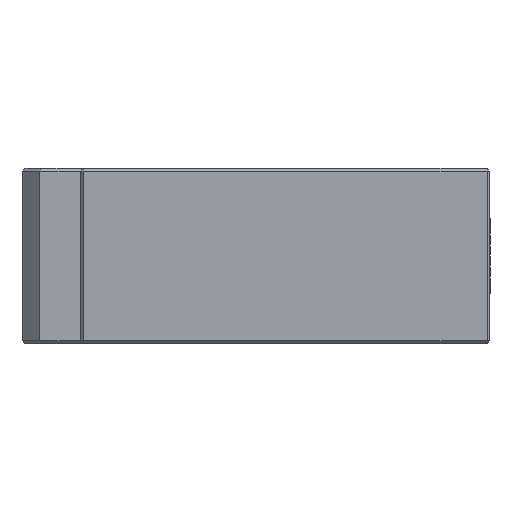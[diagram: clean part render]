
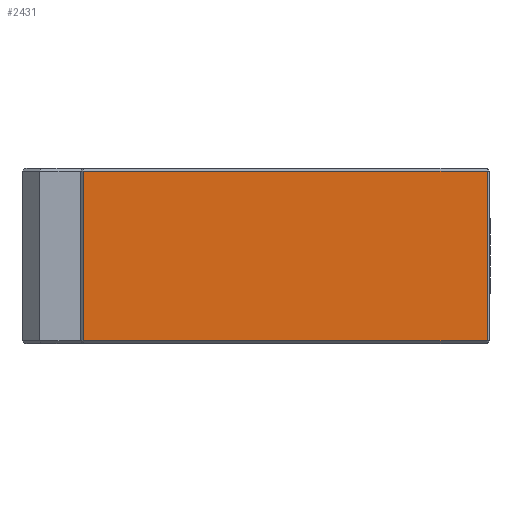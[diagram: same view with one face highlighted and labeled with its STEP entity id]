
A CAD part, left-side view. The second image highlights one B-rep face of the part: STEP entity #2431.
In plain terms, the highlighted planar face has unit normal (-1, 0, 0).
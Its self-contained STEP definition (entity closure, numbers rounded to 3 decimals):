
#1 = EDGE_CURVE ( 'NONE', #3381, #3385, #3042, .T. ) ;
#3 = EDGE_CURVE ( 'NONE', #3372, #3381, #3023, .T. ) ;
#4 = EDGE_CURVE ( 'NONE', #3385, #3651, #3043, .T. ) ;
#5 = EDGE_CURVE ( 'NONE', #3651, #3372, #3604, .T. ) ;
#761 = PLANE ( 'NONE',  #2886 ) ;
#765 = CARTESIAN_POINT ( 'NONE',  ( -53., 22., 15. ) ) ;
#766 = DIRECTION ( 'NONE',  ( 1., 0., 0. ) ) ;
#767 = DIRECTION ( 'NONE',  ( 0., 0., -1. ) ) ;
#1039 = CARTESIAN_POINT ( 'NONE',  ( -53., 21.5, 14.5 ) ) ;
#1047 = CARTESIAN_POINT ( 'NONE',  ( -53., 21.5, -14.5 ) ) ;
#1051 = CARTESIAN_POINT ( 'NONE',  ( -53., -47.5, -14.5 ) ) ;
#1078 = CARTESIAN_POINT ( 'NONE',  ( -53., -47.5, 14.5 ) ) ;
#2431 = ADVANCED_FACE ( 'NONE', ( #2893 ), #761, .F. ) ;
#2472 = VECTOR ( 'NONE', #3020, 1000. ) ;
#2731 = VECTOR ( 'NONE', #3017, 1000. ) ;
#2765 = VECTOR ( 'NONE', #3060, 1000. ) ;
#2766 = VECTOR ( 'NONE', #3019, 1000. ) ;
#2886 = AXIS2_PLACEMENT_3D ( 'NONE', #765, #766, #767 ) ;
#2893 = FACE_OUTER_BOUND ( 'NONE', #3741, .T. ) ;
#3017 = DIRECTION ( 'NONE',  ( 0., 0., -1. ) ) ;
#3019 = DIRECTION ( 'NONE',  ( 0., 0., 1. ) ) ;
#3020 = DIRECTION ( 'NONE',  ( 0., -1., 0. ) ) ;
#3023 = LINE ( 'NONE', #3608, #2731 ) ;
#3042 = LINE ( 'NONE', #3062, #2472 ) ;
#3043 = LINE ( 'NONE', #3061, #2766 ) ;
#3044 = CARTESIAN_POINT ( 'NONE',  ( -53., 22., 14.5 ) ) ;
#3060 = DIRECTION ( 'NONE',  ( 0., 1., 0. ) ) ;
#3061 = CARTESIAN_POINT ( 'NONE',  ( -53., -47.5, 15. ) ) ;
#3062 = CARTESIAN_POINT ( 'NONE',  ( -53., 22., -14.5 ) ) ;
#3290 = ORIENTED_EDGE ( 'NONE', *, *, #1, .T. ) ;
#3295 = ORIENTED_EDGE ( 'NONE', *, *, #5, .T. ) ;
#3372 = VERTEX_POINT ( 'NONE', #1039 ) ;
#3381 = VERTEX_POINT ( 'NONE', #1047 ) ;
#3385 = VERTEX_POINT ( 'NONE', #1051 ) ;
#3542 = ORIENTED_EDGE ( 'NONE', *, *, #3, .T. ) ;
#3548 = ORIENTED_EDGE ( 'NONE', *, *, #4, .T. ) ;
#3604 = LINE ( 'NONE', #3044, #2765 ) ;
#3608 = CARTESIAN_POINT ( 'NONE',  ( -53., 21.5, 15. ) ) ;
#3651 = VERTEX_POINT ( 'NONE', #1078 ) ;
#3741 = EDGE_LOOP ( 'NONE', ( #3542, #3290, #3548, #3295 ) ) ;
